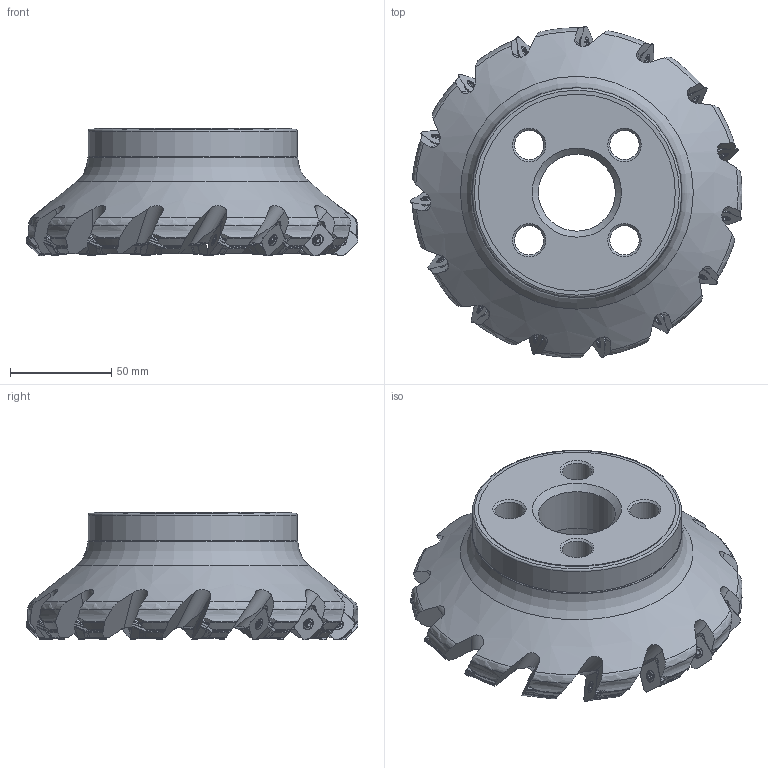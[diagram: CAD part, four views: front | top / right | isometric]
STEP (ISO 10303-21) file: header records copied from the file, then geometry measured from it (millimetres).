
FILE_DESCRIPTION(/* description */ (''),/* implementation_level */ '2;1');
FILE_NAME(/* name */ 'toolassembly_1.stp',/* time_stamp */ '2019-05-02T16:51:56+02:00',/* author */ (''),/* organization */ ('SMS'),/* preprocessor_version */ 'ST-DEVELOPER v15',/* originating_system */ 'SIEMENS PLM Software NX 8.5',/* authorisation */ '');
FILE_SCHEMA (('AUTOMOTIVE_DESIGN { 1 0 10303 214 3 1 1 1 }'));
Products named in the file (4): CUT_20190502165043; NOCUT_20190502164933; ASSEMBLY_CONSTRUCTION; TOOLASSEMBLY_1
Assembly tree (17 placements, depth 2):
  TOOLASSEMBLY_1
    ASSEMBLY_CONSTRUCTION
    NOCUT_20190502164933
    CUT_20190502165043  x15
Bounding box: 164.25 x 164.21 x 63 mm (x, y, z)
Volume: 588313.3 mm3; surface area: 83588.8 mm2
Topology: 16 solids, 16 shells, 2155 faces, 6548 edges, 4524 vertices
Faces by surface type: plane 803, extrusion 555, cone 267, cylinder 253, torus 217, sphere 60
Full cylindrical faces by diameter (mm): 3.5 x15, 4.1 x15, 5.25 x15, 14.5 x4, 20 x4, 38.112 x1, 40.3 x1, 97.5 x1, 103.5 x1, 104 x1
Entity records: 64810 total; most frequent: CARTESIAN_POINT 25652, ORIENTED_EDGE 8498, DIRECTION 7549, EDGE_CURVE 4249, AXIS2_PLACEMENT_3D 3035, VERTEX_POINT 2852, EDGE_LOOP 1758, ADVANCED_FACE 1581
